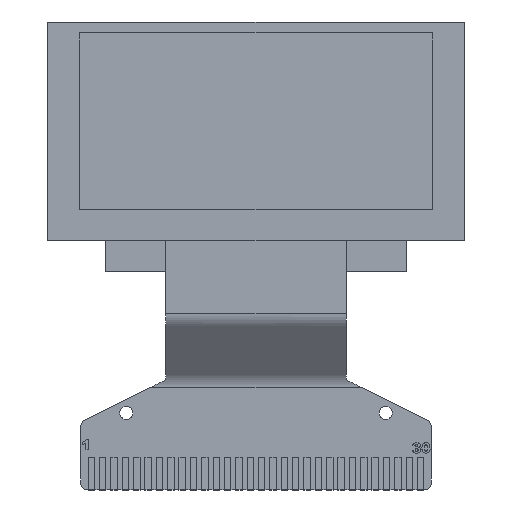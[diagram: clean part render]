
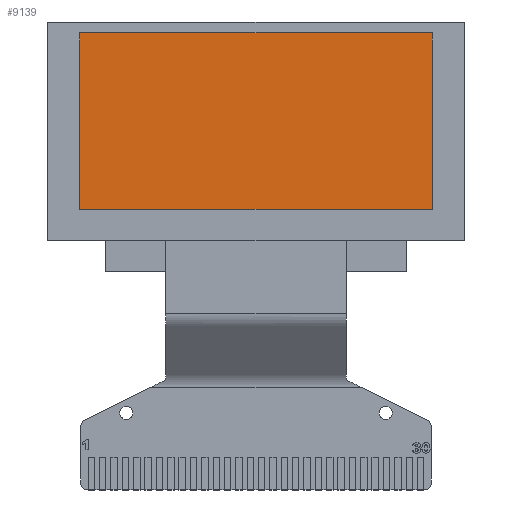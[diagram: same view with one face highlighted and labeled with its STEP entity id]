
A CAD part, top view. The second image highlights one B-rep face of the part: STEP entity #9139.
In plain terms, the highlighted planar face has unit normal (0, 0, 1).
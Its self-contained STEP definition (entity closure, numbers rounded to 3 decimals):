
#481=PLANE('',#9679);
#926=FACE_OUTER_BOUND('',#1421,.T.);
#1421=EDGE_LOOP('',(#7947,#7948,#7949,#7950));
#2461=LINE('',#13941,#3642);
#2463=LINE('',#13945,#3644);
#2465=LINE('',#13949,#3646);
#2467=LINE('',#13952,#3648);
#3642=VECTOR('',#11312,1000.);
#3644=VECTOR('',#11316,1000.);
#3646=VECTOR('',#11320,1000.);
#3648=VECTOR('',#11324,1000.);
#4594=VERTEX_POINT('',#13938);
#4595=VERTEX_POINT('',#13940);
#4596=VERTEX_POINT('',#13944);
#4597=VERTEX_POINT('',#13948);
#5755=EDGE_CURVE('',#4594,#4595,#2461,.T.);
#5757=EDGE_CURVE('',#4595,#4596,#2463,.T.);
#5759=EDGE_CURVE('',#4596,#4597,#2465,.T.);
#5761=EDGE_CURVE('',#4597,#4594,#2467,.T.);
#7947=ORIENTED_EDGE('',*,*,#5755,.F.);
#7948=ORIENTED_EDGE('',*,*,#5761,.F.);
#7949=ORIENTED_EDGE('',*,*,#5759,.F.);
#7950=ORIENTED_EDGE('',*,*,#5757,.F.);
#9139=ADVANCED_FACE('',(#926),#481,.F.);
#9679=AXIS2_PLACEMENT_3D('',#13953,#11325,#11326);
#11312=DIRECTION('',(0.,1.,0.));
#11316=DIRECTION('',(1.,0.,0.));
#11320=DIRECTION('',(0.,-1.,0.));
#11324=DIRECTION('',(-1.,0.,0.));
#11325=DIRECTION('center_axis',(0.,0.,-1.));
#11326=DIRECTION('ref_axis',(-1.,0.,0.));
#13938=CARTESIAN_POINT('',(-10.872,-4.363,3.556));
#13940=CARTESIAN_POINT('',(-10.872,6.501,3.556));
#13941=CARTESIAN_POINT('',(-10.872,-4.363,3.556));
#13944=CARTESIAN_POINT('',(10.872,6.501,3.556));
#13945=CARTESIAN_POINT('',(-10.872,6.501,3.556));
#13948=CARTESIAN_POINT('',(10.872,-4.363,3.556));
#13949=CARTESIAN_POINT('',(10.872,6.501,3.556));
#13952=CARTESIAN_POINT('',(10.872,-4.363,3.556));
#13953=CARTESIAN_POINT('Origin',(0.,-1.,3.556));
